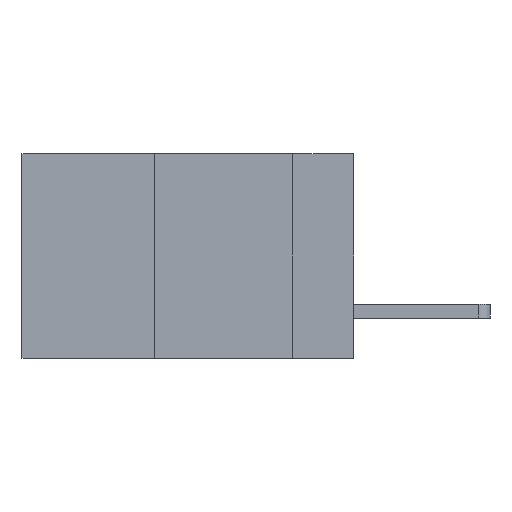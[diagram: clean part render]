
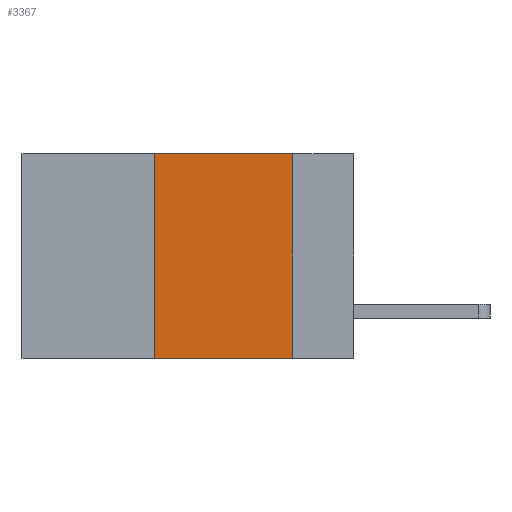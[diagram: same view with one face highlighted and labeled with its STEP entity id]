
A CAD part, left-side view. The second image highlights one B-rep face of the part: STEP entity #3367.
In plain terms, the highlighted planar face has unit normal (-1, 0, 0).
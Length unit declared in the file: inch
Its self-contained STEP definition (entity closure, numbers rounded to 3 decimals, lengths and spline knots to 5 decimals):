
#267 = CARTESIAN_POINT ( 'NONE',  ( 0., 0.36, 0. ) ) ;
#374 = PLANE ( 'NONE',  #4019 ) ;
#514 = VERTEX_POINT ( 'NONE', #5314 ) ;
#811 = ORIENTED_EDGE ( 'NONE', *, *, #10094, .F. ) ;
#2140 = DIRECTION ( 'NONE',  ( 0., 0., -1. ) ) ;
#2539 = VECTOR ( 'NONE', #8308, 39.37008 ) ;
#2598 = CARTESIAN_POINT ( 'NONE',  ( 0., 0.6, -0.37 ) ) ;
#2608 = VECTOR ( 'NONE', #5774, 39.37008 ) ;
#3064 = CARTESIAN_POINT ( 'NONE',  ( 0., 0.11, 0. ) ) ;
#3367 = ADVANCED_FACE ( 'NONE', ( #9986 ), #374, .F. ) ;
#3574 = ORIENTED_EDGE ( 'NONE', *, *, #10553, .F. ) ;
#4019 = AXIS2_PLACEMENT_3D ( 'NONE', #6251, #7063, #2140 ) ;
#4235 = CARTESIAN_POINT ( 'NONE',  ( 0., 0.6, 0. ) ) ;
#4371 = EDGE_CURVE ( 'NONE', #5223, #514, #6920, .T. ) ;
#4547 = LINE ( 'NONE', #8873, #6478 ) ;
#4818 = EDGE_LOOP ( 'NONE', ( #811, #7423, #3574, #9961 ) ) ;
#4873 = DIRECTION ( 'NONE',  ( 0., 0., 1. ) ) ;
#5223 = VERTEX_POINT ( 'NONE', #7152 ) ;
#5314 = CARTESIAN_POINT ( 'NONE',  ( 0., 0.11, -0.37 ) ) ;
#5774 = DIRECTION ( 'NONE',  ( 0., 0., -1. ) ) ;
#5882 = VERTEX_POINT ( 'NONE', #3064 ) ;
#6251 = CARTESIAN_POINT ( 'NONE',  ( 0., 0.6, 0. ) ) ;
#6478 = VECTOR ( 'NONE', #4873, 39.37008 ) ;
#6920 = LINE ( 'NONE', #2598, #2539 ) ;
#7063 = DIRECTION ( 'NONE',  ( 1., 0., 0. ) ) ;
#7152 = CARTESIAN_POINT ( 'NONE',  ( 0., 0.36, -0.37 ) ) ;
#7423 = ORIENTED_EDGE ( 'NONE', *, *, #10173, .F. ) ;
#8101 = VECTOR ( 'NONE', #9038, 39.37008 ) ;
#8167 = CARTESIAN_POINT ( 'NONE',  ( 0., 0.11, 0. ) ) ;
#8308 = DIRECTION ( 'NONE',  ( 0., -1., 0. ) ) ;
#8873 = CARTESIAN_POINT ( 'NONE',  ( 0., 0.36, 0. ) ) ;
#9038 = DIRECTION ( 'NONE',  ( 0., -1., 0. ) ) ;
#9069 = LINE ( 'NONE', #8167, #2608 ) ;
#9130 = VERTEX_POINT ( 'NONE', #267 ) ;
#9961 = ORIENTED_EDGE ( 'NONE', *, *, #4371, .T. ) ;
#9986 = FACE_OUTER_BOUND ( 'NONE', #4818, .T. ) ;
#10094 = EDGE_CURVE ( 'NONE', #5882, #514, #9069, .T. ) ;
#10173 = EDGE_CURVE ( 'NONE', #9130, #5882, #10401, .T. ) ;
#10401 = LINE ( 'NONE', #4235, #8101 ) ;
#10553 = EDGE_CURVE ( 'NONE', #5223, #9130, #4547, .T. ) ;
